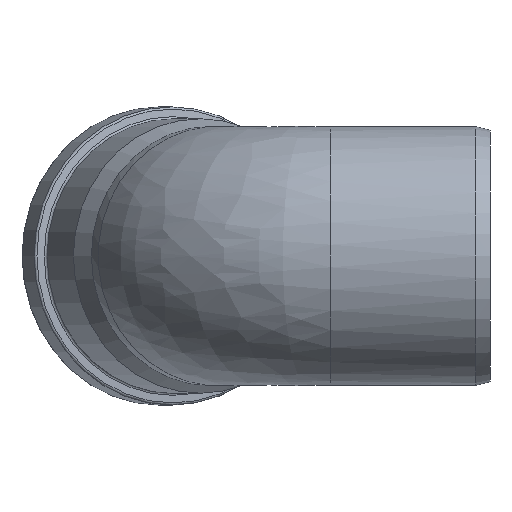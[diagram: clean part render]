
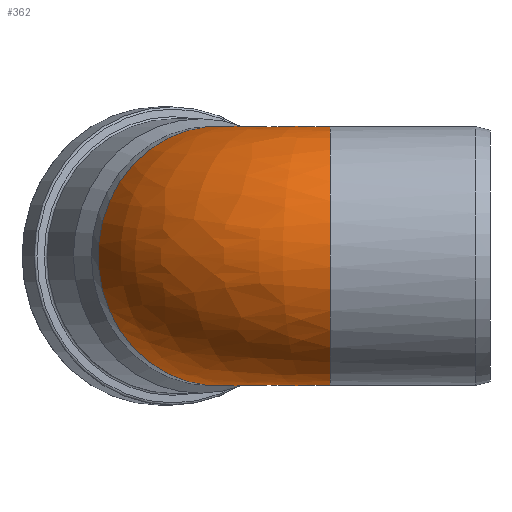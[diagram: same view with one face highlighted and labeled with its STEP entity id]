
A CAD part, left-side view. The second image highlights one B-rep face of the part: STEP entity #362.
In plain terms, the highlighted free-form (B-spline) face has degree [2, 2] with [9, 3] control points.
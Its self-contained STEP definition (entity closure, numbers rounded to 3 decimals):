
#77=CIRCLE('',#399,55.1);
#78=CIRCLE('',#400,55.1);
#110=(
BOUNDED_SURFACE()
B_SPLINE_SURFACE(2,2,((#660,#661,#662),(#663,#664,#665),(#666,#667,#668),
(#669,#670,#671),(#672,#673,#674),(#675,#676,#677),(#678,#679,#680),(#681,
#682,#683),(#684,#685,#686)),.UNSPECIFIED.,.F.,.F.,.F.)
B_SPLINE_SURFACE_WITH_KNOTS((3,2,2,2,3),(3,3),(-2.709,-1.354,
0.,1.354,2.709),(0.,1.178),
 .UNSPECIFIED.)
GEOMETRIC_REPRESENTATION_ITEM()
RATIONAL_B_SPLINE_SURFACE(((1.,0.831,1.),(0.779,
0.648,0.779),(1.,0.831,1.),(0.779,
0.648,0.779),(1.,0.831,1.),(0.779,
0.648,0.779),(1.,0.831,1.),(0.779,
0.648,0.779),(1.,0.831,1.)))
REPRESENTATION_ITEM('')
SURFACE()
);
#113=FACE_OUTER_BOUND('',#147,.T.);
#147=EDGE_LOOP('',(#290,#291,#292,#293));
#213=B_SPLINE_CURVE_WITH_KNOTS('',3,(#630,#631,#632,#633,#634,#635,#636,
#637,#638,#639,#640,#641,#642),.UNSPECIFIED.,.F.,.F.,(4,3,3,3,4),(-0.001,
0.067,0.121,0.134,0.212),
 .UNSPECIFIED.);
#214=B_SPLINE_CURVE_WITH_KNOTS('',3,(#646,#647,#648,#649,#650,#651,#652,
#653,#654,#655,#656,#657,#658),.UNSPECIFIED.,.F.,.F.,(4,3,3,3,4),(-0.001,
0.077,0.091,0.144,0.212),
 .UNSPECIFIED.);
#215=VERTEX_POINT('',#628);
#216=VERTEX_POINT('',#629);
#217=VERTEX_POINT('',#643);
#218=VERTEX_POINT('',#645);
#249=EDGE_CURVE('',#215,#216,#213,.T.);
#251=EDGE_CURVE('',#218,#217,#214,.T.);
#253=EDGE_CURVE('',#217,#215,#77,.T.);
#254=EDGE_CURVE('',#218,#216,#78,.T.);
#290=ORIENTED_EDGE('',*,*,#251,.T.);
#291=ORIENTED_EDGE('',*,*,#253,.T.);
#292=ORIENTED_EDGE('',*,*,#249,.T.);
#293=ORIENTED_EDGE('',*,*,#254,.F.);
#362=ADVANCED_FACE('',(#113),#110,.F.);
#399=AXIS2_PLACEMENT_3D('',#687,#469,#470);
#400=AXIS2_PLACEMENT_3D('',#688,#471,#472);
#469=DIRECTION('center_axis',(0.,1.,0.));
#470=DIRECTION('ref_axis',(1.,0.,0.));
#471=DIRECTION('center_axis',(0.924,0.383,0.));
#472=DIRECTION('ref_axis',(0.383,-0.924,0.));
#628=CARTESIAN_POINT('',(49.986,67.846,23.183));
#629=CARTESIAN_POINT('',(51.106,69.522,23.183));
#630=CARTESIAN_POINT('Ctrl Pts',(49.986,67.846,23.183));
#631=CARTESIAN_POINT('Ctrl Pts',(49.999,68.071,23.155));
#632=CARTESIAN_POINT('Ctrl Pts',(50.05,68.292,23.135));
#633=CARTESIAN_POINT('Ctrl Pts',(50.138,68.5,23.125));
#634=CARTESIAN_POINT('Ctrl Pts',(50.206,68.665,23.116));
#635=CARTESIAN_POINT('Ctrl Pts',(50.296,68.819,23.113));
#636=CARTESIAN_POINT('Ctrl Pts',(50.406,68.959,23.117));
#637=CARTESIAN_POINT('Ctrl Pts',(50.434,68.994,23.117));
#638=CARTESIAN_POINT('Ctrl Pts',(50.462,69.028,23.119));
#639=CARTESIAN_POINT('Ctrl Pts',(50.492,69.062,23.12));
#640=CARTESIAN_POINT('Ctrl Pts',(50.666,69.254,23.129));
#641=CARTESIAN_POINT('Ctrl Pts',(50.874,69.41,23.151));
#642=CARTESIAN_POINT('Ctrl Pts',(51.106,69.522,23.183));
#643=CARTESIAN_POINT('',(49.986,67.846,-23.183));
#645=CARTESIAN_POINT('',(51.106,69.522,-23.183));
#646=CARTESIAN_POINT('Ctrl Pts',(51.106,69.522,-23.183));
#647=CARTESIAN_POINT('Ctrl Pts',(50.874,69.41,-23.151));
#648=CARTESIAN_POINT('Ctrl Pts',(50.666,69.254,-23.129));
#649=CARTESIAN_POINT('Ctrl Pts',(50.492,69.062,-23.12));
#650=CARTESIAN_POINT('Ctrl Pts',(50.462,69.028,-23.119));
#651=CARTESIAN_POINT('Ctrl Pts',(50.434,68.994,-23.117));
#652=CARTESIAN_POINT('Ctrl Pts',(50.406,68.959,-23.117));
#653=CARTESIAN_POINT('Ctrl Pts',(50.296,68.819,-23.113));
#654=CARTESIAN_POINT('Ctrl Pts',(50.206,68.665,-23.116));
#655=CARTESIAN_POINT('Ctrl Pts',(50.138,68.5,-23.125));
#656=CARTESIAN_POINT('Ctrl Pts',(50.05,68.292,-23.135));
#657=CARTESIAN_POINT('Ctrl Pts',(49.999,68.071,-23.155));
#658=CARTESIAN_POINT('Ctrl Pts',(49.986,67.846,-23.183));
#660=CARTESIAN_POINT('Ctrl Pts',(50.018,67.846,23.112));
#661=CARTESIAN_POINT('Ctrl Pts',(50.018,69.037,23.112));
#662=CARTESIAN_POINT('Ctrl Pts',(51.118,69.492,23.112));
#663=CARTESIAN_POINT('Ctrl Pts',(31.436,67.846,63.328));
#664=CARTESIAN_POINT('Ctrl Pts',(31.436,81.453,63.328));
#665=CARTESIAN_POINT('Ctrl Pts',(44.007,86.66,63.328));
#666=CARTESIAN_POINT('Ctrl Pts',(-11.832,67.846,53.815));
#667=CARTESIAN_POINT('Ctrl Pts',(-11.832,110.364,53.815));
#668=CARTESIAN_POINT('Ctrl Pts',(27.449,126.635,53.815));
#669=CARTESIAN_POINT('Ctrl Pts',(-55.1,67.846,44.301));
#670=CARTESIAN_POINT('Ctrl Pts',(-55.1,139.274,44.301));
#671=CARTESIAN_POINT('Ctrl Pts',(10.891,166.609,44.301));
#672=CARTESIAN_POINT('Ctrl Pts',(-55.1,67.846,0.));
#673=CARTESIAN_POINT('Ctrl Pts',(-55.1,139.274,0.));
#674=CARTESIAN_POINT('Ctrl Pts',(10.891,166.609,0.));
#675=CARTESIAN_POINT('Ctrl Pts',(-55.1,67.846,-44.301));
#676=CARTESIAN_POINT('Ctrl Pts',(-55.1,139.274,-44.301));
#677=CARTESIAN_POINT('Ctrl Pts',(10.891,166.609,-44.301));
#678=CARTESIAN_POINT('Ctrl Pts',(-11.832,67.846,-53.815));
#679=CARTESIAN_POINT('Ctrl Pts',(-11.832,110.364,-53.815));
#680=CARTESIAN_POINT('Ctrl Pts',(27.449,126.635,-53.815));
#681=CARTESIAN_POINT('Ctrl Pts',(31.436,67.846,-63.328));
#682=CARTESIAN_POINT('Ctrl Pts',(31.436,81.453,-63.328));
#683=CARTESIAN_POINT('Ctrl Pts',(44.007,86.66,-63.328));
#684=CARTESIAN_POINT('Ctrl Pts',(50.018,67.846,-23.112));
#685=CARTESIAN_POINT('Ctrl Pts',(50.018,69.037,-23.112));
#686=CARTESIAN_POINT('Ctrl Pts',(51.118,69.492,-23.112));
#687=CARTESIAN_POINT('Origin',(0.,67.846,0.));
#688=CARTESIAN_POINT('Origin',(31.977,115.703,0.));
